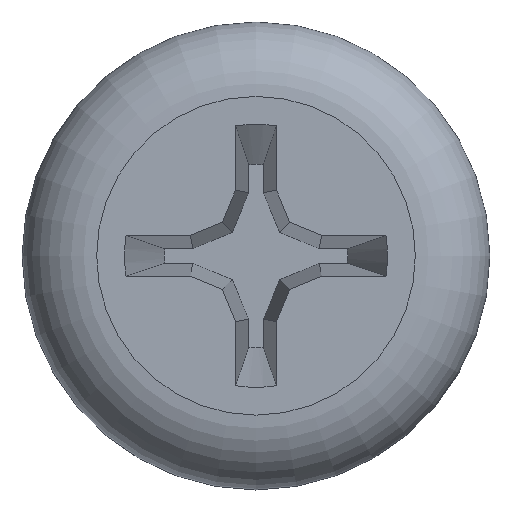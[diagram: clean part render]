
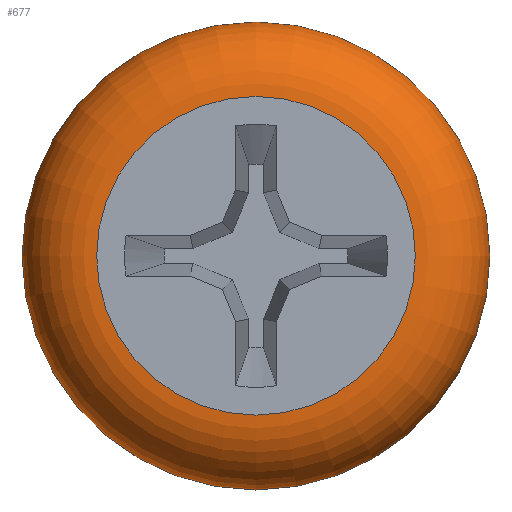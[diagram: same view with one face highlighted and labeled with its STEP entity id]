
A CAD part, top view. The second image highlights one B-rep face of the part: STEP entity #677.
In plain terms, the highlighted toroidal (fillet/blend) face has major radius 5.45 mm and minor radius 2.55 mm.
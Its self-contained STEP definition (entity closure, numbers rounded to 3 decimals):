
#17=TOROIDAL_SURFACE('',#739,5.45,2.55);
#68=FACE_OUTER_BOUND('',#105,.T.);
#105=EDGE_LOOP('',(#518,#519,#520,#521,#522,#523,#524));
#139=CIRCLE('',#740,8.);
#140=CIRCLE('',#741,8.);
#141=CIRCLE('',#742,2.55);
#142=CIRCLE('',#743,5.45);
#143=CIRCLE('',#744,5.45);
#144=CIRCLE('',#745,8.);
#304=VERTEX_POINT('',#6019);
#305=VERTEX_POINT('',#6020);
#306=VERTEX_POINT('',#6022);
#307=VERTEX_POINT('',#6024);
#308=VERTEX_POINT('',#6026);
#385=EDGE_CURVE('',#304,#305,#139,.T.);
#386=EDGE_CURVE('',#306,#304,#140,.T.);
#387=EDGE_CURVE('',#306,#307,#141,.T.);
#388=EDGE_CURVE('',#307,#308,#142,.T.);
#389=EDGE_CURVE('',#308,#307,#143,.T.);
#390=EDGE_CURVE('',#305,#306,#144,.T.);
#518=ORIENTED_EDGE('',*,*,#385,.F.);
#519=ORIENTED_EDGE('',*,*,#386,.F.);
#520=ORIENTED_EDGE('',*,*,#387,.T.);
#521=ORIENTED_EDGE('',*,*,#388,.T.);
#522=ORIENTED_EDGE('',*,*,#389,.T.);
#523=ORIENTED_EDGE('',*,*,#387,.F.);
#524=ORIENTED_EDGE('',*,*,#390,.F.);
#677=ADVANCED_FACE('',(#68),#17,.T.);
#739=AXIS2_PLACEMENT_3D('',#6018,#822,#823);
#740=AXIS2_PLACEMENT_3D('',#6021,#824,#825);
#741=AXIS2_PLACEMENT_3D('',#6023,#826,#827);
#742=AXIS2_PLACEMENT_3D('',#6025,#828,#829);
#743=AXIS2_PLACEMENT_3D('',#6027,#830,#831);
#744=AXIS2_PLACEMENT_3D('',#6028,#832,#833);
#745=AXIS2_PLACEMENT_3D('',#6029,#834,#835);
#822=DIRECTION('center_axis',(0.,0.,-1.));
#823=DIRECTION('ref_axis',(0.,1.,0.));
#824=DIRECTION('center_axis',(0.,0.,-1.));
#825=DIRECTION('ref_axis',(0.,1.,0.));
#826=DIRECTION('center_axis',(0.,0.,-1.));
#827=DIRECTION('ref_axis',(0.,1.,0.));
#828=DIRECTION('center_axis',(-1.,0.,0.));
#829=DIRECTION('ref_axis',(0.,-1.,0.));
#830=DIRECTION('center_axis',(0.,0.,-1.));
#831=DIRECTION('ref_axis',(0.,1.,0.));
#832=DIRECTION('center_axis',(0.,0.,-1.));
#833=DIRECTION('ref_axis',(0.,1.,0.));
#834=DIRECTION('center_axis',(0.,0.,-1.));
#835=DIRECTION('ref_axis',(0.,1.,0.));
#6018=CARTESIAN_POINT('Origin',(0.,0.,3.45));
#6019=CARTESIAN_POINT('',(-8.,0.,3.45));
#6020=CARTESIAN_POINT('',(8.,0.,3.45));
#6021=CARTESIAN_POINT('Origin',(0.,0.,3.45));
#6022=CARTESIAN_POINT('',(0.,-8.,3.45));
#6023=CARTESIAN_POINT('Origin',(0.,0.,3.45));
#6024=CARTESIAN_POINT('',(0.,-5.45,6.));
#6025=CARTESIAN_POINT('Origin',(0.,-5.45,3.45));
#6026=CARTESIAN_POINT('',(0.,5.45,6.));
#6027=CARTESIAN_POINT('Origin',(0.,0.,6.));
#6028=CARTESIAN_POINT('Origin',(0.,0.,6.));
#6029=CARTESIAN_POINT('Origin',(0.,0.,3.45));
